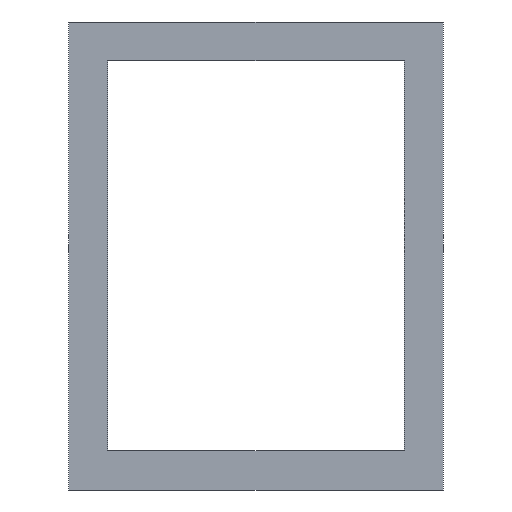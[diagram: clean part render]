
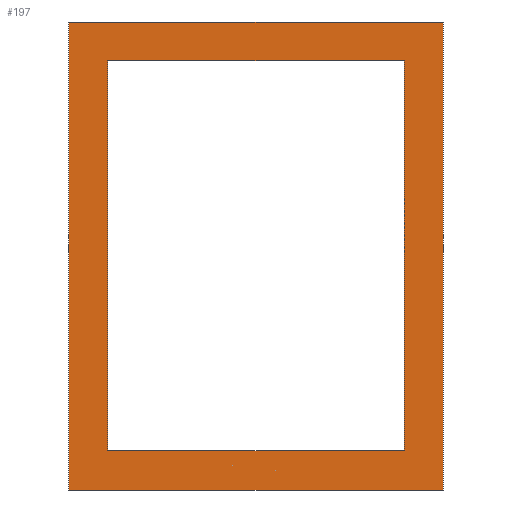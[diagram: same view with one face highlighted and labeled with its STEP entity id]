
A CAD part, front view. The second image highlights one B-rep face of the part: STEP entity #197.
In plain terms, the highlighted planar face has unit normal (0, -1, 0).
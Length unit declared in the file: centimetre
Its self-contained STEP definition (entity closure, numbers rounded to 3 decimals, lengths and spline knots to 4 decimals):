
#19=FACE_BOUND('',#41,.T.);
#29=FACE_OUTER_BOUND('',#40,.T.);
#40=EDGE_LOOP('',(#170,#171,#172,#173));
#41=EDGE_LOOP('',(#174,#175,#176,#177));
#42=LINE('',#260,#66);
#46=LINE('',#268,#70);
#49=LINE('',#274,#73);
#52=LINE('',#279,#76);
#54=LINE('',#284,#78);
#58=LINE('',#292,#82);
#61=LINE('',#298,#85);
#64=LINE('',#303,#88);
#66=VECTOR('',#214,1.);
#70=VECTOR('',#220,1.);
#73=VECTOR('',#225,1.);
#76=VECTOR('',#230,1.);
#78=VECTOR('',#234,1.);
#82=VECTOR('',#240,1.);
#85=VECTOR('',#245,1.);
#88=VECTOR('',#250,1.);
#90=VERTEX_POINT('',#258);
#91=VERTEX_POINT('',#259);
#94=VERTEX_POINT('',#267);
#96=VERTEX_POINT('',#273);
#98=VERTEX_POINT('',#282);
#99=VERTEX_POINT('',#283);
#102=VERTEX_POINT('',#291);
#104=VERTEX_POINT('',#297);
#106=EDGE_CURVE('',#90,#91,#42,.T.);
#110=EDGE_CURVE('',#94,#90,#46,.T.);
#113=EDGE_CURVE('',#96,#94,#49,.T.);
#116=EDGE_CURVE('',#91,#96,#52,.T.);
#118=EDGE_CURVE('',#98,#99,#54,.T.);
#122=EDGE_CURVE('',#99,#102,#58,.T.);
#125=EDGE_CURVE('',#102,#104,#61,.T.);
#128=EDGE_CURVE('',#104,#98,#64,.T.);
#170=ORIENTED_EDGE('',*,*,#128,.T.);
#171=ORIENTED_EDGE('',*,*,#118,.T.);
#172=ORIENTED_EDGE('',*,*,#122,.T.);
#173=ORIENTED_EDGE('',*,*,#125,.T.);
#174=ORIENTED_EDGE('',*,*,#116,.F.);
#175=ORIENTED_EDGE('',*,*,#106,.F.);
#176=ORIENTED_EDGE('',*,*,#110,.F.);
#177=ORIENTED_EDGE('',*,*,#113,.F.);
#187=PLANE('',#209);
#197=ADVANCED_FACE('',(#29,#19),#187,.F.);
#209=AXIS2_PLACEMENT_3D('',#306,#254,#255);
#214=DIRECTION('',(0.,0.,-1.));
#220=DIRECTION('',(-1.,0.,0.));
#225=DIRECTION('',(0.,0.,1.));
#230=DIRECTION('',(1.,0.,0.));
#234=DIRECTION('',(0.,0.,-1.));
#240=DIRECTION('',(1.,0.,0.));
#245=DIRECTION('',(0.,0.,1.));
#250=DIRECTION('',(-1.,0.,0.));
#254=DIRECTION('center_axis',(0.,1.,0.));
#255=DIRECTION('ref_axis',(1.,0.,0.));
#258=CARTESIAN_POINT('',(117.475,0.,62.865));
#259=CARTESIAN_POINT('',(117.475,0.,31.115));
#260=CARTESIAN_POINT('',(117.475,0.,62.865));
#267=CARTESIAN_POINT('',(141.605,0.,62.865));
#268=CARTESIAN_POINT('',(141.605,0.,62.865));
#273=CARTESIAN_POINT('',(141.605,0.,31.115));
#274=CARTESIAN_POINT('',(141.605,0.,31.115));
#279=CARTESIAN_POINT('',(117.475,0.,31.115));
#282=CARTESIAN_POINT('',(114.3,0.,66.04));
#283=CARTESIAN_POINT('',(114.3,0.,27.94));
#284=CARTESIAN_POINT('',(114.3,0.,66.04));
#291=CARTESIAN_POINT('',(144.78,0.,27.94));
#292=CARTESIAN_POINT('',(114.3,0.,27.94));
#297=CARTESIAN_POINT('',(144.78,0.,66.04));
#298=CARTESIAN_POINT('',(144.78,0.,27.94));
#303=CARTESIAN_POINT('',(144.78,0.,66.04));
#306=CARTESIAN_POINT('Origin',(129.54,0.,46.99));
